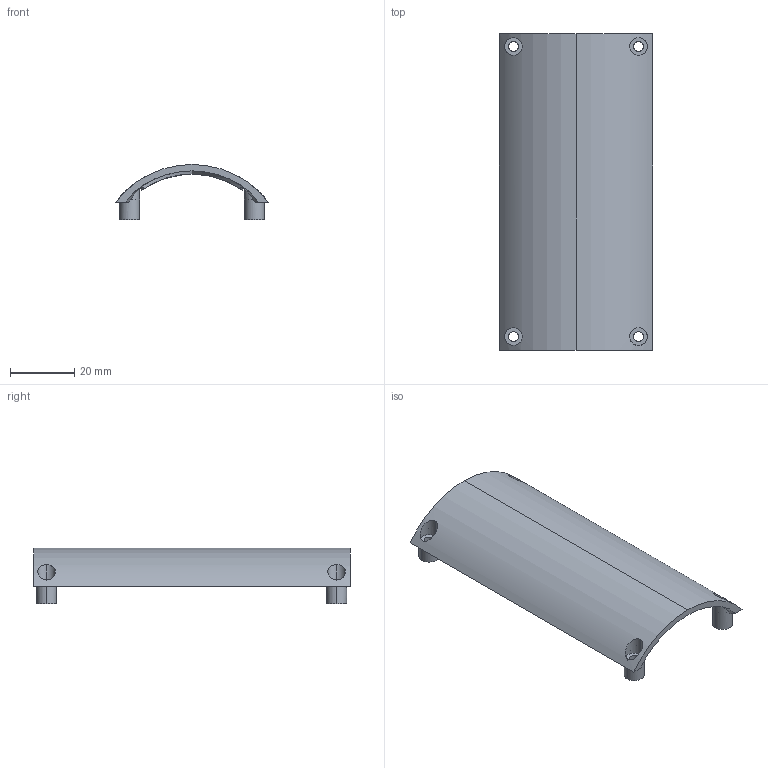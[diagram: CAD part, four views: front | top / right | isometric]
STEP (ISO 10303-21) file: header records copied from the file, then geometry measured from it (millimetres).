
FILE_DESCRIPTION (( 'STEP AP214' ), '1' );
FILE_NAME ('17.1.STEP', '2024-06-10T20:07:21', ( '' ), ( '' ), 'SwSTEP 2.0', 'SolidWorks 2024', '' );
FILE_SCHEMA (( 'AUTOMOTIVE_DESIGN' ));
Length unit declared in the file: millimetre
Products named in the file (1): 17.1
Bounding box: 47.5 x 98.15 x 17.1 mm (x, y, z)
Volume: 10816.1 mm3; surface area: 12115.1 mm2
Topology: 1 solids, 1 shells, 75 faces, 195 edges, 126 vertices
Faces by surface type: cylinder 34, bspline 29, plane 12
Entity records: 9336 total; most frequent: CARTESIAN_POINT 7722, ORIENTED_EDGE 390, DIRECTION 226, EDGE_CURVE 195, VERTEX_POINT 126, B_SPLINE_CURVE_WITH_KNOTS 111, AXIS2_PLACEMENT_3D 95, EDGE_LOOP 87
